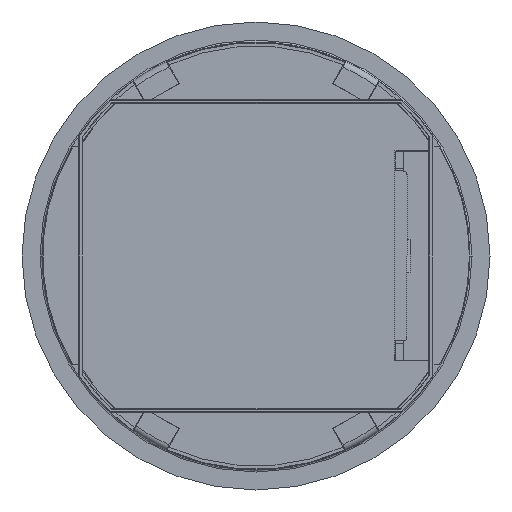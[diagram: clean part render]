
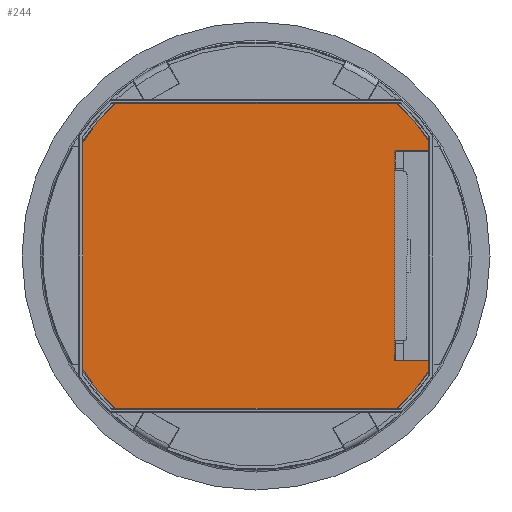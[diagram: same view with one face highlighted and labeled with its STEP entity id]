
A CAD part, front view. The second image highlights one B-rep face of the part: STEP entity #244.
In plain terms, the highlighted planar face has unit normal (0, -1, 0).
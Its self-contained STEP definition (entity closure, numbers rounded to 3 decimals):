
#244 = ADVANCED_FACE ( 'NONE', ( #2334 ), #10732, .F. ) ;
#291 = VERTEX_POINT ( 'NONE', #9057 ) ;
#307 = CARTESIAN_POINT ( 'NONE',  ( -52.953, -17., 89.401 ) ) ;
#742 = VERTEX_POINT ( 'NONE', #10165 ) ;
#1178 = DIRECTION ( 'NONE',  ( 0., 0., -1. ) ) ;
#1201 = CARTESIAN_POINT ( 'NONE',  ( -52.5, -17., 89.249 ) ) ;
#1653 = EDGE_CURVE ( 'NONE', #742, #9072, #5348, .T. ) ;
#1931 = CARTESIAN_POINT ( 'NONE',  ( -52.5, -17., 89.143 ) ) ;
#1963 = CARTESIAN_POINT ( 'NONE',  ( -52.5, -17., 104.5 ) ) ;
#2014 = AXIS2_PLACEMENT_3D ( 'NONE', #3089, #7331, #2385 ) ;
#2158 = VECTOR ( 'NONE', #8681, 1000. ) ;
#2253 = DIRECTION ( 'NONE',  ( 1., 0., 0. ) ) ;
#2334 = FACE_OUTER_BOUND ( 'NONE', #6417, .T. ) ;
#2364 = ORIENTED_EDGE ( 'NONE', *, *, #7220, .F. ) ;
#2385 = DIRECTION ( 'NONE',  ( 0., 0., 1. ) ) ;
#2471 = CARTESIAN_POINT ( 'NONE',  ( 52.5, -17., 69.5 ) ) ;
#2673 = CARTESIAN_POINT ( 'NONE',  ( 52.5, -17., 89.249 ) ) ;
#2807 = VERTEX_POINT ( 'NONE', #6600 ) ;
#2859 = CARTESIAN_POINT ( 'NONE',  ( -52.861, -17., 89.455 ) ) ;
#2971 = DIRECTION ( 'NONE',  ( 0., 1., 0. ) ) ;
#3018 = LINE ( 'NONE', #5425, #7450 ) ;
#3089 = CARTESIAN_POINT ( 'NONE',  ( 0., -17., 0. ) ) ;
#3432 = CARTESIAN_POINT ( 'NONE',  ( 52.5, -17., 104.5 ) ) ;
#3633 = CARTESIAN_POINT ( 'NONE',  ( -52.743, -17., 89.456 ) ) ;
#3709 = CARTESIAN_POINT ( 'NONE',  ( 52.56, -17., 89.351 ) ) ;
#3765 = ORIENTED_EDGE ( 'NONE', *, *, #1653, .F. ) ;
#3775 = CARTESIAN_POINT ( 'NONE',  ( 52.953, -17., 89.401 ) ) ;
#4563 = EDGE_CURVE ( 'NONE', #742, #7165, #10883, .T. ) ;
#4595 = CIRCLE ( 'NONE', #6386, 103.906 ) ;
#4701 = ORIENTED_EDGE ( 'NONE', *, *, #4563, .T. ) ;
#5287 = CARTESIAN_POINT ( 'NONE',  ( 52.861, -17., 89.455 ) ) ;
#5348 = LINE ( 'NONE', #1963, #8569 ) ;
#5425 = CARTESIAN_POINT ( 'NONE',  ( 52.5, -17., 69.5 ) ) ;
#5675 = ORIENTED_EDGE ( 'NONE', *, *, #6416, .T. ) ;
#5772 = CARTESIAN_POINT ( 'NONE',  ( -52.5, -17., 69.5 ) ) ;
#5938 = ORIENTED_EDGE ( 'NONE', *, *, #10214, .F. ) ;
#6124 = CARTESIAN_POINT ( 'NONE',  ( 52.743, -17., 89.456 ) ) ;
#6386 = AXIS2_PLACEMENT_3D ( 'NONE', #8106, #2971, #6442 ) ;
#6416 = EDGE_CURVE ( 'NONE', #291, #2807, #9910, .T. ) ;
#6417 = EDGE_LOOP ( 'NONE', ( #6517, #5675, #5938, #2364, #3765, #4701 ) ) ;
#6442 = DIRECTION ( 'NONE',  ( 0., 0., 1. ) ) ;
#6517 = ORIENTED_EDGE ( 'NONE', *, *, #6907, .F. ) ;
#6600 = CARTESIAN_POINT ( 'NONE',  ( 52.5, -17., 89.143 ) ) ;
#6907 = EDGE_CURVE ( 'NONE', #291, #7165, #4595, .T. ) ;
#7083 = CARTESIAN_POINT ( 'NONE',  ( -52.953, -17., 89.401 ) ) ;
#7165 = VERTEX_POINT ( 'NONE', #7083 ) ;
#7220 = EDGE_CURVE ( 'NONE', #9072, #8402, #3018, .T. ) ;
#7331 = DIRECTION ( 'NONE',  ( 0., 1., 0. ) ) ;
#7450 = VECTOR ( 'NONE', #2253, 1000. ) ;
#7618 = LINE ( 'NONE', #3432, #2158 ) ;
#8106 = CARTESIAN_POINT ( 'NONE',  ( 0., -17., 0. ) ) ;
#8402 = VERTEX_POINT ( 'NONE', #2471 ) ;
#8569 = VECTOR ( 'NONE', #1178, 1000. ) ;
#8681 = DIRECTION ( 'NONE',  ( 0., 0., 1. ) ) ;
#8685 = CARTESIAN_POINT ( 'NONE',  ( 52.5, -17., 89.143 ) ) ;
#9057 = CARTESIAN_POINT ( 'NONE',  ( 52.953, -17., 89.401 ) ) ;
#9072 = VERTEX_POINT ( 'NONE', #5772 ) ;
#9910 = B_SPLINE_CURVE_WITH_KNOTS ( 'NONE', 3,
 ( #3775, #5287, #6124, #3709, #2673, #8685 ),
 .UNSPECIFIED., .F., .F.,
 ( 4, 2, 4 ),
 ( 0., 0., 0.001 ),
 .UNSPECIFIED. ) ;
#10165 = CARTESIAN_POINT ( 'NONE',  ( -52.5, -17., 89.143 ) ) ;
#10214 = EDGE_CURVE ( 'NONE', #8402, #2807, #7618, .T. ) ;
#10550 = CARTESIAN_POINT ( 'NONE',  ( -52.56, -17., 89.351 ) ) ;
#10732 = PLANE ( 'NONE',  #2014 ) ;
#10883 = B_SPLINE_CURVE_WITH_KNOTS ( 'NONE', 3,
 ( #1931, #1201, #10550, #3633, #2859, #307 ),
 .UNSPECIFIED., .F., .F.,
 ( 4, 2, 4 ),
 ( 0., 0., 0.001 ),
 .UNSPECIFIED. ) ;
